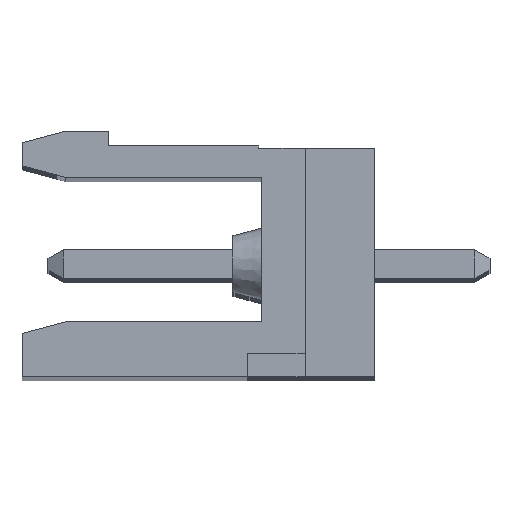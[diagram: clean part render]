
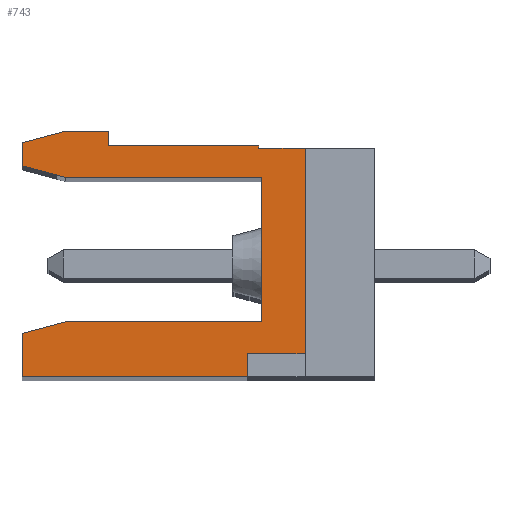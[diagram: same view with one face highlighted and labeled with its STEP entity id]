
A CAD part, top view. The second image highlights one B-rep face of the part: STEP entity #743.
In plain terms, the highlighted planar face has unit normal (0, 0, 1).
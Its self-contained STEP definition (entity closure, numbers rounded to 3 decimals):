
#743 = ADVANCED_FACE( '', ( #2107 ), #2108, .F. );
#2107 = FACE_OUTER_BOUND( '', #4151, .T. );
#2108 = PLANE( '', #4152 );
#4151 = EDGE_LOOP( '', ( #6349, #6350, #6351, #6352, #6353, #6354, #6355, #6356, #6357, #6358, #6359, #6360, #6361, #6362, #6363, #6364, #6365 ) );
#4152 = AXIS2_PLACEMENT_3D( '', #6366, #6367, #6368 );
#6349 = ORIENTED_EDGE( '', *, *, #12284, .T. );
#6350 = ORIENTED_EDGE( '', *, *, #12285, .T. );
#6351 = ORIENTED_EDGE( '', *, *, #12286, .F. );
#6352 = ORIENTED_EDGE( '', *, *, #12287, .T. );
#6353 = ORIENTED_EDGE( '', *, *, #12288, .F. );
#6354 = ORIENTED_EDGE( '', *, *, #12289, .F. );
#6355 = ORIENTED_EDGE( '', *, *, #12290, .F. );
#6356 = ORIENTED_EDGE( '', *, *, #12291, .T. );
#6357 = ORIENTED_EDGE( '', *, *, #12292, .F. );
#6358 = ORIENTED_EDGE( '', *, *, #12293, .F. );
#6359 = ORIENTED_EDGE( '', *, *, #12294, .F. );
#6360 = ORIENTED_EDGE( '', *, *, #12295, .F. );
#6361 = ORIENTED_EDGE( '', *, *, #12296, .F. );
#6362 = ORIENTED_EDGE( '', *, *, #12297, .F. );
#6363 = ORIENTED_EDGE( '', *, *, #12298, .F. );
#6364 = ORIENTED_EDGE( '', *, *, #12299, .F. );
#6365 = ORIENTED_EDGE( '', *, *, #12300, .T. );
#6366 = CARTESIAN_POINT( '', ( 197.225, 279.81, 46.93 ) );
#6367 = DIRECTION( '', ( 0., 0., -1. ) );
#6368 = DIRECTION( '', ( 1., 0., 0. ) );
#12284 = EDGE_CURVE( '', #14769, #14770, #14771, .T. );
#12285 = EDGE_CURVE( '', #14770, #14772, #14773, .T. );
#12286 = EDGE_CURVE( '', #14774, #14772, #14775, .T. );
#12287 = EDGE_CURVE( '', #14774, #14776, #14777, .T. );
#12288 = EDGE_CURVE( '', #14778, #14776, #14779, .T. );
#12289 = EDGE_CURVE( '', #14780, #14778, #14781, .T. );
#12290 = EDGE_CURVE( '', #14782, #14780, #14783, .T. );
#12291 = EDGE_CURVE( '', #14782, #14784, #14785, .T. );
#12292 = EDGE_CURVE( '', #14786, #14784, #14787, .T. );
#12293 = EDGE_CURVE( '', #14788, #14786, #14789, .T. );
#12294 = EDGE_CURVE( '', #14790, #14788, #14791, .T. );
#12295 = EDGE_CURVE( '', #14792, #14790, #14793, .T. );
#12296 = EDGE_CURVE( '', #14794, #14792, #14795, .T. );
#12297 = EDGE_CURVE( '', #14796, #14794, #14797, .T. );
#12298 = EDGE_CURVE( '', #14798, #14796, #14799, .T. );
#12299 = EDGE_CURVE( '', #14800, #14798, #14801, .T. );
#12300 = EDGE_CURVE( '', #14800, #14769, #14802, .T. );
#14769 = VERTEX_POINT( '', #18351 );
#14770 = VERTEX_POINT( '', #18352 );
#14771 = LINE( '', #18353, #18354 );
#14772 = VERTEX_POINT( '', #18355 );
#14773 = LINE( '', #18356, #18357 );
#14774 = VERTEX_POINT( '', #18358 );
#14775 = LINE( '', #18359, #18360 );
#14776 = VERTEX_POINT( '', #18361 );
#14777 = LINE( '', #18362, #18363 );
#14778 = VERTEX_POINT( '', #18364 );
#14779 = LINE( '', #18365, #18366 );
#14780 = VERTEX_POINT( '', #18367 );
#14781 = LINE( '', #18368, #18369 );
#14782 = VERTEX_POINT( '', #18370 );
#14783 = LINE( '', #18371, #18372 );
#14784 = VERTEX_POINT( '', #18373 );
#14785 = LINE( '', #18374, #18375 );
#14786 = VERTEX_POINT( '', #18376 );
#14787 = LINE( '', #18377, #18378 );
#14788 = VERTEX_POINT( '', #18379 );
#14789 = LINE( '', #18380, #18381 );
#14790 = VERTEX_POINT( '', #18382 );
#14791 = LINE( '', #18383, #18384 );
#14792 = VERTEX_POINT( '', #18385 );
#14793 = LINE( '', #18386, #18387 );
#14794 = VERTEX_POINT( '', #18388 );
#14795 = LINE( '', #18389, #18390 );
#14796 = VERTEX_POINT( '', #18391 );
#14797 = LINE( '', #18392, #18393 );
#14798 = VERTEX_POINT( '', #18394 );
#14799 = LINE( '', #18395, #18396 );
#14800 = VERTEX_POINT( '', #18397 );
#14801 = LINE( '', #18398, #18399 );
#14802 = LINE( '', #18400, #18401 );
#18351 = CARTESIAN_POINT( '', ( 195.718, 278.11, 46.93 ) );
#18352 = CARTESIAN_POINT( '', ( 202.525, 278.11, 46.93 ) );
#18353 = CARTESIAN_POINT( '', ( 197.225, 278.11, 46.93 ) );
#18354 = VECTOR( '', #23204, 1000. );
#18355 = CARTESIAN_POINT( '', ( 202.525, 273.11, 46.93 ) );
#18356 = CARTESIAN_POINT( '', ( 202.525, 279.81, 46.93 ) );
#18357 = VECTOR( '', #23205, 1000. );
#18358 = CARTESIAN_POINT( '', ( 195.725, 273.11, 46.93 ) );
#18359 = CARTESIAN_POINT( '', ( 197.225, 273.11, 46.93 ) );
#18360 = VECTOR( '', #23206, 1000. );
#18361 = CARTESIAN_POINT( '', ( 194.225, 272.708, 46.93 ) );
#18362 = CARTESIAN_POINT( '', ( 194.225, 272.708, 46.93 ) );
#18363 = VECTOR( '', #23207, 1000. );
#18364 = CARTESIAN_POINT( '', ( 194.225, 271.21, 46.93 ) );
#18365 = CARTESIAN_POINT( '', ( 194.225, 279.41, 46.93 ) );
#18366 = VECTOR( '', #23208, 1000. );
#18367 = CARTESIAN_POINT( '', ( 202.025, 271.21, 46.93 ) );
#18368 = CARTESIAN_POINT( '', ( 194.225, 271.21, 46.93 ) );
#18369 = VECTOR( '', #23209, 1000. );
#18370 = CARTESIAN_POINT( '', ( 202.025, 272.01, 46.93 ) );
#18371 = CARTESIAN_POINT( '', ( 202.025, 279.81, 46.93 ) );
#18372 = VECTOR( '', #23210, 1000. );
#18373 = CARTESIAN_POINT( '', ( 204.025, 272.01, 46.93 ) );
#18374 = CARTESIAN_POINT( '', ( 197.225, 272.01, 46.93 ) );
#18375 = VECTOR( '', #23211, 1000. );
#18376 = CARTESIAN_POINT( '', ( 204.025, 279.11, 46.93 ) );
#18377 = CARTESIAN_POINT( '', ( 204.025, 271.21, 46.93 ) );
#18378 = VECTOR( '', #23212, 1000. );
#18379 = CARTESIAN_POINT( '', ( 202.425, 279.11, 46.93 ) );
#18380 = CARTESIAN_POINT( '', ( 204.025, 279.11, 46.93 ) );
#18381 = VECTOR( '', #23213, 1000. );
#18382 = CARTESIAN_POINT( '', ( 202.425, 279.21, 46.93 ) );
#18383 = CARTESIAN_POINT( '', ( 202.425, 279.11, 46.93 ) );
#18384 = VECTOR( '', #23214, 1000. );
#18385 = CARTESIAN_POINT( '', ( 197.225, 279.21, 46.93 ) );
#18386 = CARTESIAN_POINT( '', ( 202.425, 279.21, 46.93 ) );
#18387 = VECTOR( '', #23215, 1000. );
#18388 = CARTESIAN_POINT( '', ( 197.225, 279.71, 46.93 ) );
#18389 = CARTESIAN_POINT( '', ( 197.225, 279.31, 46.93 ) );
#18390 = VECTOR( '', #23216, 1000. );
#18391 = CARTESIAN_POINT( '', ( 195.718, 279.71, 46.93 ) );
#18392 = CARTESIAN_POINT( '', ( 197.225, 279.71, 46.93 ) );
#18393 = VECTOR( '', #23217, 1000. );
#18394 = CARTESIAN_POINT( '', ( 194.225, 279.31, 46.93 ) );
#18395 = CARTESIAN_POINT( '', ( 195.718, 279.71, 46.93 ) );
#18396 = VECTOR( '', #23218, 1000. );
#18397 = CARTESIAN_POINT( '', ( 194.225, 278.51, 46.93 ) );
#18398 = CARTESIAN_POINT( '', ( 194.225, 279.41, 46.93 ) );
#18399 = VECTOR( '', #23219, 1000. );
#18400 = CARTESIAN_POINT( '', ( 196.699, 277.847, 46.93 ) );
#18401 = VECTOR( '', #23220, 1000. );
#23204 = DIRECTION( '', ( 1., 0., 0. ) );
#23205 = DIRECTION( '', ( 0., -1., 0. ) );
#23206 = DIRECTION( '', ( 1., 0., 0. ) );
#23207 = DIRECTION( '', ( -0.966, -0.259, 0. ) );
#23208 = DIRECTION( '', ( 0., 1., 0. ) );
#23209 = DIRECTION( '', ( -1., 0., 0. ) );
#23210 = DIRECTION( '', ( 0., -1., 0. ) );
#23211 = DIRECTION( '', ( 1., 0., 0. ) );
#23212 = DIRECTION( '', ( 0., -1., 0. ) );
#23213 = DIRECTION( '', ( 1., 0., 0. ) );
#23214 = DIRECTION( '', ( 0., -1., 0. ) );
#23215 = DIRECTION( '', ( 1., 0., 0. ) );
#23216 = DIRECTION( '', ( 0., -1., 0. ) );
#23217 = DIRECTION( '', ( 1., 0., 0. ) );
#23218 = DIRECTION( '', ( 0.966, 0.259, 0. ) );
#23219 = DIRECTION( '', ( 0., 1., 0. ) );
#23220 = DIRECTION( '', ( 0.966, -0.259, 0. ) );
